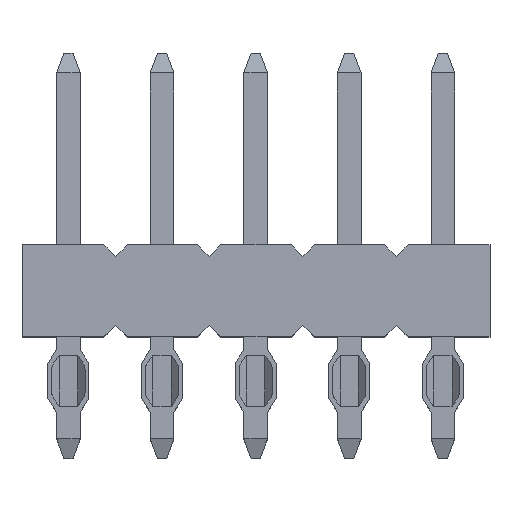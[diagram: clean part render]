
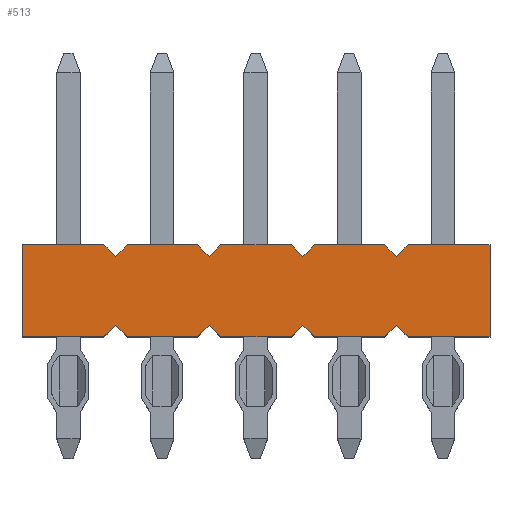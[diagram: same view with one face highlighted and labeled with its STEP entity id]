
A CAD part, top view. The second image highlights one B-rep face of the part: STEP entity #513.
In plain terms, the highlighted planar face has unit normal (0, 0, 1).
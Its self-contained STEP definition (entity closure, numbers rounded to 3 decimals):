
#513=ADVANCED_FACE('',(#1573),#1103,.T.);
#1103=PLANE('',#10480);
#1573=FACE_OUTER_BOUND('',#2133,.T.);
#2133=EDGE_LOOP('',(#2763,#2764,#2765,#2766,#2767,#2768,#2769,#2770,#2771,
#2772,#2773,#2774,#2775,#2776,#2777,#2778,#2779,#2780,#2781,#2782,#2783,
#2784,#2785,#2786,#2787,#2788,#2789,#2790));
#2763=ORIENTED_EDGE('',*,*,#6547,.T.);
#2764=ORIENTED_EDGE('',*,*,#6548,.F.);
#2765=ORIENTED_EDGE('',*,*,#6549,.F.);
#2766=ORIENTED_EDGE('',*,*,#6550,.F.);
#2767=ORIENTED_EDGE('',*,*,#6551,.F.);
#2768=ORIENTED_EDGE('',*,*,#6552,.F.);
#2769=ORIENTED_EDGE('',*,*,#6553,.F.);
#2770=ORIENTED_EDGE('',*,*,#6554,.F.);
#2771=ORIENTED_EDGE('',*,*,#6555,.F.);
#2772=ORIENTED_EDGE('',*,*,#6556,.F.);
#2773=ORIENTED_EDGE('',*,*,#6557,.F.);
#2774=ORIENTED_EDGE('',*,*,#6558,.F.);
#2775=ORIENTED_EDGE('',*,*,#6559,.F.);
#2776=ORIENTED_EDGE('',*,*,#6560,.F.);
#2777=ORIENTED_EDGE('',*,*,#6561,.F.);
#2778=ORIENTED_EDGE('',*,*,#6562,.F.);
#2779=ORIENTED_EDGE('',*,*,#6563,.T.);
#2780=ORIENTED_EDGE('',*,*,#6564,.F.);
#2781=ORIENTED_EDGE('',*,*,#6565,.F.);
#2782=ORIENTED_EDGE('',*,*,#6566,.T.);
#2783=ORIENTED_EDGE('',*,*,#6567,.F.);
#2784=ORIENTED_EDGE('',*,*,#6568,.F.);
#2785=ORIENTED_EDGE('',*,*,#6569,.T.);
#2786=ORIENTED_EDGE('',*,*,#6570,.F.);
#2787=ORIENTED_EDGE('',*,*,#6571,.F.);
#2788=ORIENTED_EDGE('',*,*,#6572,.T.);
#2789=ORIENTED_EDGE('',*,*,#6573,.F.);
#2790=ORIENTED_EDGE('',*,*,#6574,.F.);
#5651=VERTEX_POINT('',#14098);
#5652=VERTEX_POINT('',#14099);
#5653=VERTEX_POINT('',#14101);
#5654=VERTEX_POINT('',#14103);
#5655=VERTEX_POINT('',#14105);
#5656=VERTEX_POINT('',#14107);
#5657=VERTEX_POINT('',#14109);
#5658=VERTEX_POINT('',#14111);
#5659=VERTEX_POINT('',#14113);
#5660=VERTEX_POINT('',#14115);
#5661=VERTEX_POINT('',#14117);
#5662=VERTEX_POINT('',#14119);
#5663=VERTEX_POINT('',#14121);
#5664=VERTEX_POINT('',#14123);
#5665=VERTEX_POINT('',#14125);
#5666=VERTEX_POINT('',#14127);
#5667=VERTEX_POINT('',#14129);
#5668=VERTEX_POINT('',#14131);
#5669=VERTEX_POINT('',#14133);
#5670=VERTEX_POINT('',#14135);
#5671=VERTEX_POINT('',#14137);
#5672=VERTEX_POINT('',#14139);
#5673=VERTEX_POINT('',#14141);
#5674=VERTEX_POINT('',#14143);
#5675=VERTEX_POINT('',#14145);
#5676=VERTEX_POINT('',#14147);
#5677=VERTEX_POINT('',#14149);
#5678=VERTEX_POINT('',#14151);
#6547=EDGE_CURVE('',#5651,#5652,#7991,.T.);
#6548=EDGE_CURVE('',#5653,#5652,#7992,.T.);
#6549=EDGE_CURVE('',#5654,#5653,#7993,.T.);
#6550=EDGE_CURVE('',#5655,#5654,#7994,.T.);
#6551=EDGE_CURVE('',#5656,#5655,#7995,.T.);
#6552=EDGE_CURVE('',#5657,#5656,#7996,.T.);
#6553=EDGE_CURVE('',#5658,#5657,#7997,.T.);
#6554=EDGE_CURVE('',#5659,#5658,#7998,.T.);
#6555=EDGE_CURVE('',#5660,#5659,#7999,.T.);
#6556=EDGE_CURVE('',#5661,#5660,#8000,.T.);
#6557=EDGE_CURVE('',#5662,#5661,#8001,.T.);
#6558=EDGE_CURVE('',#5663,#5662,#8002,.T.);
#6559=EDGE_CURVE('',#5664,#5663,#8003,.T.);
#6560=EDGE_CURVE('',#5665,#5664,#8004,.T.);
#6561=EDGE_CURVE('',#5666,#5665,#8005,.T.);
#6562=EDGE_CURVE('',#5667,#5666,#8006,.T.);
#6563=EDGE_CURVE('',#5667,#5668,#8007,.T.);
#6564=EDGE_CURVE('',#5669,#5668,#8008,.T.);
#6565=EDGE_CURVE('',#5670,#5669,#8009,.T.);
#6566=EDGE_CURVE('',#5670,#5671,#8010,.T.);
#6567=EDGE_CURVE('',#5672,#5671,#8011,.T.);
#6568=EDGE_CURVE('',#5673,#5672,#8012,.T.);
#6569=EDGE_CURVE('',#5673,#5674,#8013,.T.);
#6570=EDGE_CURVE('',#5675,#5674,#8014,.T.);
#6571=EDGE_CURVE('',#5676,#5675,#8015,.T.);
#6572=EDGE_CURVE('',#5676,#5677,#8016,.T.);
#6573=EDGE_CURVE('',#5678,#5677,#8017,.T.);
#6574=EDGE_CURVE('',#5651,#5678,#8018,.T.);
#7991=LINE('',#14097,#9235);
#7992=LINE('',#14100,#9236);
#7993=LINE('',#14102,#9237);
#7994=LINE('',#14104,#9238);
#7995=LINE('',#14106,#9239);
#7996=LINE('',#14108,#9240);
#7997=LINE('',#14110,#9241);
#7998=LINE('',#14112,#9242);
#7999=LINE('',#14114,#9243);
#8000=LINE('',#14116,#9244);
#8001=LINE('',#14118,#9245);
#8002=LINE('',#14120,#9246);
#8003=LINE('',#14122,#9247);
#8004=LINE('',#14124,#9248);
#8005=LINE('',#14126,#9249);
#8006=LINE('',#14128,#9250);
#8007=LINE('',#14130,#9251);
#8008=LINE('',#14132,#9252);
#8009=LINE('',#14134,#9253);
#8010=LINE('',#14136,#9254);
#8011=LINE('',#14138,#9255);
#8012=LINE('',#14140,#9256);
#8013=LINE('',#14142,#9257);
#8014=LINE('',#14144,#9258);
#8015=LINE('',#14146,#9259);
#8016=LINE('',#14148,#9260);
#8017=LINE('',#14150,#9261);
#8018=LINE('',#14152,#9262);
#9235=VECTOR('',#11272,1.);
#9236=VECTOR('',#11273,1.);
#9237=VECTOR('',#11274,1.);
#9238=VECTOR('',#11275,1.);
#9239=VECTOR('',#11276,1.);
#9240=VECTOR('',#11277,1.);
#9241=VECTOR('',#11278,1.);
#9242=VECTOR('',#11279,1.);
#9243=VECTOR('',#11280,1.);
#9244=VECTOR('',#11281,1.);
#9245=VECTOR('',#11282,1.);
#9246=VECTOR('',#11283,1.);
#9247=VECTOR('',#11284,1.);
#9248=VECTOR('',#11285,1.);
#9249=VECTOR('',#11286,1.);
#9250=VECTOR('',#11287,1.);
#9251=VECTOR('',#11288,1.);
#9252=VECTOR('',#11289,1.);
#9253=VECTOR('',#11290,1.);
#9254=VECTOR('',#11291,1.);
#9255=VECTOR('',#11292,1.);
#9256=VECTOR('',#11293,1.);
#9257=VECTOR('',#11294,1.);
#9258=VECTOR('',#11295,1.);
#9259=VECTOR('',#11296,1.);
#9260=VECTOR('',#11297,1.);
#9261=VECTOR('',#11298,1.);
#9262=VECTOR('',#11299,1.);
#10480=AXIS2_PLACEMENT_3D('',#14153,#11300,#11301);
#11272=DIRECTION('',(-1.,0.,0.));
#11273=DIRECTION('',(0.,1.,0.));
#11274=DIRECTION('',(-1.,0.,0.));
#11275=DIRECTION('',(-0.707,-0.707,0.));
#11276=DIRECTION('',(-0.707,0.707,0.));
#11277=DIRECTION('',(-1.,0.,0.));
#11278=DIRECTION('',(-0.707,-0.707,0.));
#11279=DIRECTION('',(-0.707,0.707,0.));
#11280=DIRECTION('',(-1.,0.,0.));
#11281=DIRECTION('',(-0.707,-0.707,0.));
#11282=DIRECTION('',(-0.707,0.707,0.));
#11283=DIRECTION('',(-1.,0.,0.));
#11284=DIRECTION('',(-0.707,-0.707,0.));
#11285=DIRECTION('',(-0.707,0.707,0.));
#11286=DIRECTION('',(-1.,0.,0.));
#11287=DIRECTION('',(0.,-1.,0.));
#11288=DIRECTION('',(-1.,0.,0.));
#11289=DIRECTION('',(0.707,0.707,0.));
#11290=DIRECTION('',(0.707,-0.707,0.));
#11291=DIRECTION('',(-1.,0.,0.));
#11292=DIRECTION('',(0.707,0.707,0.));
#11293=DIRECTION('',(0.707,-0.707,0.));
#11294=DIRECTION('',(-1.,0.,0.));
#11295=DIRECTION('',(0.707,0.707,0.));
#11296=DIRECTION('',(0.707,-0.707,0.));
#11297=DIRECTION('',(-1.,0.,0.));
#11298=DIRECTION('',(0.707,0.707,0.));
#11299=DIRECTION('',(0.707,-0.707,0.));
#11300=DIRECTION('',(0.,0.,1.));
#11301=DIRECTION('',(-1.,0.,0.));
#14097=CARTESIAN_POINT('',(-5.4,2.5,2.5));
#14098=CARTESIAN_POINT('',(-5.4,2.5,2.5));
#14099=CARTESIAN_POINT('',(-7.62,2.5,2.5));
#14100=CARTESIAN_POINT('',(-7.62,0.,2.5));
#14101=CARTESIAN_POINT('',(-7.62,0.,2.5));
#14102=CARTESIAN_POINT('',(-5.4,0.,2.5));
#14103=CARTESIAN_POINT('',(-5.4,0.,2.5));
#14104=CARTESIAN_POINT('',(-5.08,0.32,2.5));
#14105=CARTESIAN_POINT('',(-5.08,0.32,2.5));
#14106=CARTESIAN_POINT('',(-4.76,0.,2.5));
#14107=CARTESIAN_POINT('',(-4.76,0.,2.5));
#14108=CARTESIAN_POINT('',(-2.86,0.,2.5));
#14109=CARTESIAN_POINT('',(-2.86,0.,2.5));
#14110=CARTESIAN_POINT('',(-2.54,0.32,2.5));
#14111=CARTESIAN_POINT('',(-2.54,0.32,2.5));
#14112=CARTESIAN_POINT('',(-2.22,0.,2.5));
#14113=CARTESIAN_POINT('',(-2.22,0.,2.5));
#14114=CARTESIAN_POINT('',(-0.32,0.,2.5));
#14115=CARTESIAN_POINT('',(-0.32,0.,2.5));
#14116=CARTESIAN_POINT('',(0.,0.32,2.5));
#14117=CARTESIAN_POINT('',(0.,0.32,2.5));
#14118=CARTESIAN_POINT('',(0.32,0.,2.5));
#14119=CARTESIAN_POINT('',(0.32,0.,2.5));
#14120=CARTESIAN_POINT('',(2.22,0.,2.5));
#14121=CARTESIAN_POINT('',(2.22,0.,2.5));
#14122=CARTESIAN_POINT('',(2.54,0.32,2.5));
#14123=CARTESIAN_POINT('',(2.54,0.32,2.5));
#14124=CARTESIAN_POINT('',(2.86,0.,2.5));
#14125=CARTESIAN_POINT('',(2.86,0.,2.5));
#14126=CARTESIAN_POINT('',(5.08,0.,2.5));
#14127=CARTESIAN_POINT('',(5.08,0.,2.5));
#14128=CARTESIAN_POINT('',(5.08,2.5,2.5));
#14129=CARTESIAN_POINT('',(5.08,2.5,2.5));
#14130=CARTESIAN_POINT('',(5.08,2.5,2.5));
#14131=CARTESIAN_POINT('',(2.86,2.5,2.5));
#14132=CARTESIAN_POINT('',(2.54,2.18,2.5));
#14133=CARTESIAN_POINT('',(2.54,2.18,2.5));
#14134=CARTESIAN_POINT('',(2.22,2.5,2.5));
#14135=CARTESIAN_POINT('',(2.22,2.5,2.5));
#14136=CARTESIAN_POINT('',(2.22,2.5,2.5));
#14137=CARTESIAN_POINT('',(0.32,2.5,2.5));
#14138=CARTESIAN_POINT('',(0.,2.18,2.5));
#14139=CARTESIAN_POINT('',(0.,2.18,2.5));
#14140=CARTESIAN_POINT('',(-0.32,2.5,2.5));
#14141=CARTESIAN_POINT('',(-0.32,2.5,2.5));
#14142=CARTESIAN_POINT('',(-0.32,2.5,2.5));
#14143=CARTESIAN_POINT('',(-2.22,2.5,2.5));
#14144=CARTESIAN_POINT('',(-2.54,2.18,2.5));
#14145=CARTESIAN_POINT('',(-2.54,2.18,2.5));
#14146=CARTESIAN_POINT('',(-2.86,2.5,2.5));
#14147=CARTESIAN_POINT('',(-2.86,2.5,2.5));
#14148=CARTESIAN_POINT('',(-2.86,2.5,2.5));
#14149=CARTESIAN_POINT('',(-4.76,2.5,2.5));
#14150=CARTESIAN_POINT('',(-5.08,2.18,2.5));
#14151=CARTESIAN_POINT('',(-5.08,2.18,2.5));
#14152=CARTESIAN_POINT('',(-5.4,2.5,2.5));
#14153=CARTESIAN_POINT('',(-10.16,0.,2.5));
